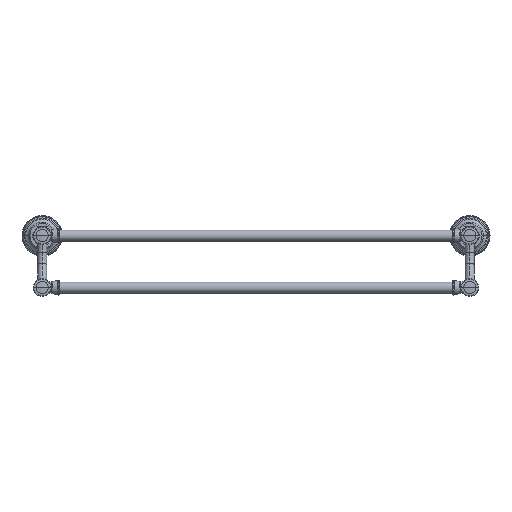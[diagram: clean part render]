
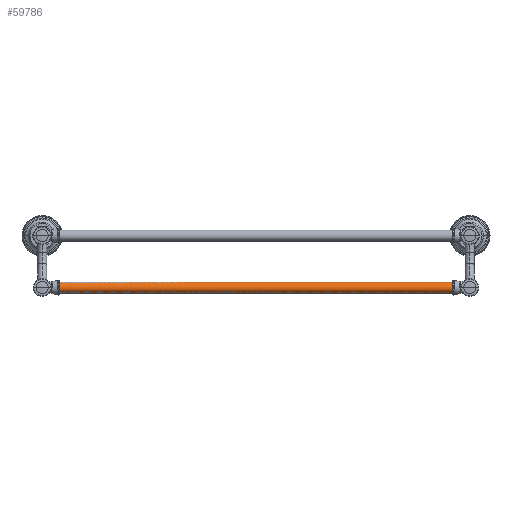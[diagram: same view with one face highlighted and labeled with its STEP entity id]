
A CAD part, top view. The second image highlights one B-rep face of the part: STEP entity #59786.
In plain terms, the highlighted cylindrical face has radius 8.001 mm (diameter 16.002 mm), a partial arc.
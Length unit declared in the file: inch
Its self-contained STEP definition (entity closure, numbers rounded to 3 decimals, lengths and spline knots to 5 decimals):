
#59682=CARTESIAN_POINT('',(0.,0.,-11.375));
#59683=DIRECTION('',(0.,0.,1.));
#59684=DIRECTION('',(1.,0.,0.));
#59685=AXIS2_PLACEMENT_3D('',#59682,#59683,#59684);
#59702=DIRECTION('',(0.,0.,-1.));
#59703=VECTOR('',#59702,22.75);
#59704=CARTESIAN_POINT('',(-0.315,0.,11.375));
#59705=LINE('',#59704,#59703);
#59706=DIRECTION('',(0.,0.,-1.));
#59707=VECTOR('',#59706,22.75);
#59708=CARTESIAN_POINT('',(0.315,0.,11.375));
#59709=LINE('',#59708,#59707);
#59710=CARTESIAN_POINT('',(0.,0.,11.375));
#59711=DIRECTION('',(0.,0.,-1.));
#59712=DIRECTION('',(-1.,0.,0.));
#59713=AXIS2_PLACEMENT_3D('',#59710,#59711,#59712);
#59738=CARTESIAN_POINT('',(0.315,0.,-11.375));
#59739=CARTESIAN_POINT('',(-0.315,0.,-11.375));
#59740=VERTEX_POINT('',#59738);
#59741=VERTEX_POINT('',#59739);
#59746=CARTESIAN_POINT('',(0.315,0.,11.375));
#59747=VERTEX_POINT('',#59746);
#59748=CARTESIAN_POINT('',(-0.315,0.,11.375));
#59749=VERTEX_POINT('',#59748);
#59772=CARTESIAN_POINT('',(0.,0.,-11.375));
#59773=DIRECTION('',(0.,0.,1.));
#59774=DIRECTION('',(1.,0.,0.));
#59775=AXIS2_PLACEMENT_3D('',#59772,#59773,#59774);
#59776=CYLINDRICAL_SURFACE('',#59775,0.315);
#59777=ORIENTED_EDGE('',*,*,#59759,.F.);
#59779=ORIENTED_EDGE('',*,*,#59778,.F.);
#59781=ORIENTED_EDGE('',*,*,#59780,.F.);
#59783=ORIENTED_EDGE('',*,*,#59782,.T.);
#59784=EDGE_LOOP('',(#59777,#59779,#59781,#59783));
#59785=FACE_OUTER_BOUND('',#59784,.F.);
#59786=ADVANCED_FACE('',(#59785),#59776,.T.);
#59686=CIRCLE('',#59685,0.315);
#59714=CIRCLE('',#59713,0.315);
#59759=EDGE_CURVE('',#59740,#59741,#59686,.T.);
#59778=EDGE_CURVE('',#59747,#59740,#59709,.T.);
#59780=EDGE_CURVE('',#59749,#59747,#59714,.T.);
#59782=EDGE_CURVE('',#59749,#59741,#59705,.T.);
